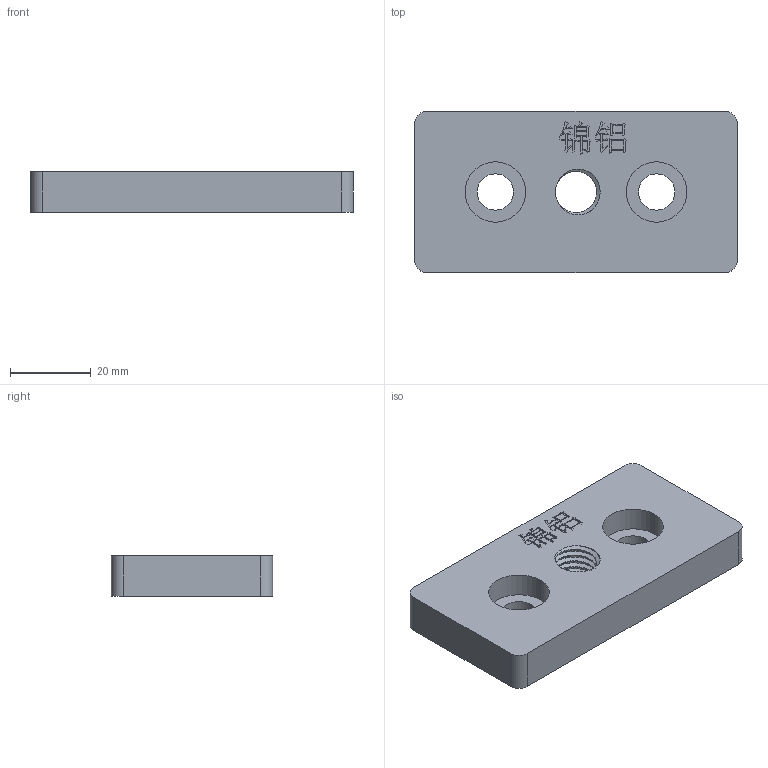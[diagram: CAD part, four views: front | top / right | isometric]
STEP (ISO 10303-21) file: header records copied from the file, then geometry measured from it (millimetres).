
FILE_DESCRIPTION (( 'STEP AP214' ), '1' );
FILE_NAME ('4080端面连接板.STEP', '2019-07-26T00:52:22', ( '微软用户' ), ( '微软中国' ), 'SwSTEP 2.0', 'SolidWorks 2015', '' );
FILE_SCHEMA (( 'AUTOMOTIVE_DESIGN' ));
Length unit declared in the file: millimetre
Products named in the file (1): 4080傷醱蟀諉啣
Bounding box: 80 x 40 x 10 mm (x, y, z)
Volume: 28327.9 mm3; surface area: 9663.7 mm2
Topology: 1 solids, 1 shells, 202 faces, 567 edges, 378 vertices
Faces by surface type: plane 135, cylinder 37, bspline 30
Entity records: 9116 total; most frequent: CARTESIAN_POINT 4131, ORIENTED_EDGE 1134, DIRECTION 831, EDGE_CURVE 567, VECTOR 425, LINE 425, VERTEX_POINT 378, EDGE_LOOP 219
